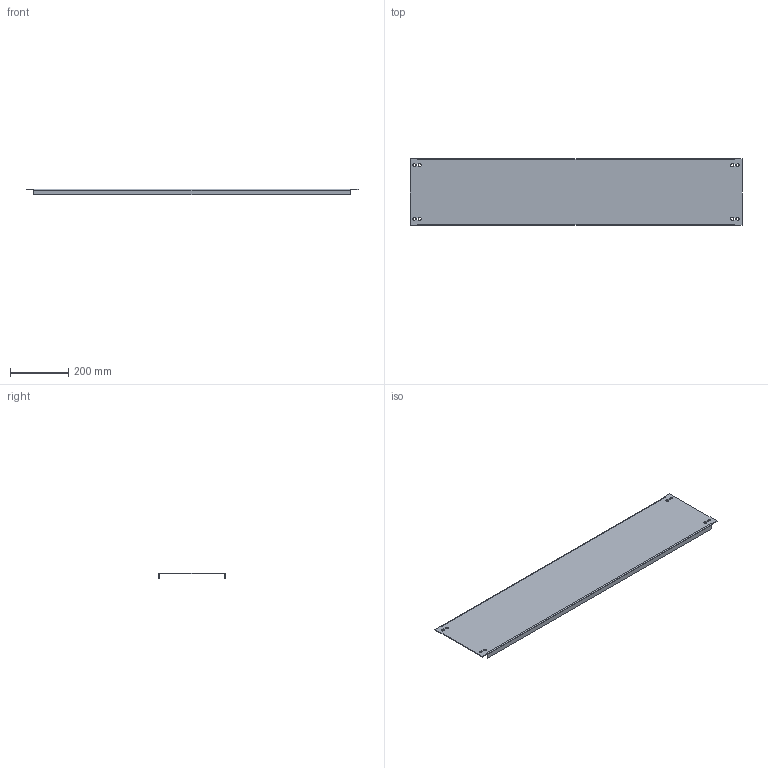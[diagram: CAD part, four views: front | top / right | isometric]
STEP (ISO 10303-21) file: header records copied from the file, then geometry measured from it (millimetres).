
FILE_DESCRIPTION (( 'STEP AP214' ), '1' );
FILE_NAME ('c_il066505-f_3d.stp', '2022-05-10T06:44:20', ( '' ), ( '' ), 'SwSTEP 2.0', 'SolidWorks 2021', '' );
FILE_SCHEMA (( 'AUTOMOTIVE_DESIGN' ));
Length unit declared in the file: millimetre
Products named in the file (1): c_il066505-f_3d
Bounding box: 1137.5 x 229.5 x 20 mm (x, y, z)
Volume: 740579.2 mm3; surface area: 600219.3 mm2
Topology: 1 solids, 1 shells, 56 faces, 150 edges, 96 vertices
Faces by surface type: plane 38, cylinder 18
Entity records: 1804 total; most frequent: DIRECTION 304, CARTESIAN_POINT 303, ORIENTED_EDGE 300, EDGE_CURVE 150, VECTOR 110, LINE 110, AXIS2_PLACEMENT_3D 97, VERTEX_POINT 96
